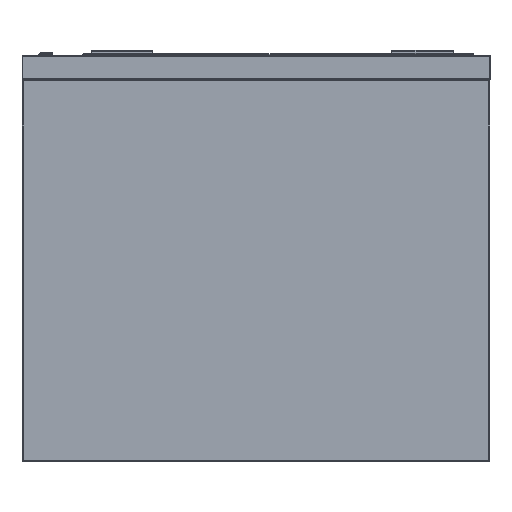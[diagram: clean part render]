
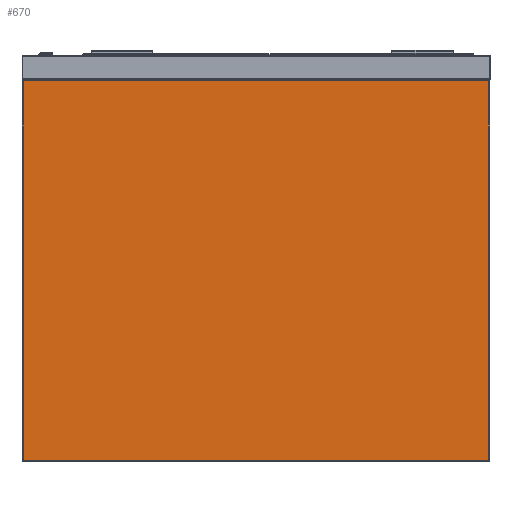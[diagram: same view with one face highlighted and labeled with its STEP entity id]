
A CAD part, left-side view. The second image highlights one B-rep face of the part: STEP entity #670.
In plain terms, the highlighted planar face has unit normal (-1, 0, 0).
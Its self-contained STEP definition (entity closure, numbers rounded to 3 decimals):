
#205 = CARTESIAN_POINT ( 'NONE',  ( -440., -378., -660. ) ) ;
#670 = ADVANCED_FACE ( 'Fl�che7', ( #28220 ), #25579, .T. ) ;
#1692 = EDGE_CURVE ( 'NONE', #17866, #33582, #19536, .T. ) ;
#3137 = CARTESIAN_POINT ( 'NONE',  ( -440., -380., -658. ) ) ;
#3595 = ORIENTED_EDGE ( 'NONE', *, *, #22518, .T. ) ;
#4463 = VERTEX_POINT ( 'NONE', #33982 ) ;
#5534 = DIRECTION ( 'NONE',  ( 0., 1., 0. ) ) ;
#5713 = CARTESIAN_POINT ( 'NONE',  ( -440., 380., -42. ) ) ;
#7110 = CARTESIAN_POINT ( 'NONE',  ( -440., -378., -658. ) ) ;
#7820 = DIRECTION ( 'NONE',  ( 0., 0., -1. ) ) ;
#7926 = ORIENTED_EDGE ( 'NONE', *, *, #28926, .T. ) ;
#8377 = LINE ( 'NONE', #21838, #36510 ) ;
#8597 = EDGE_CURVE ( 'NONE', #33582, #4463, #8377, .T. ) ;
#9688 = VECTOR ( 'NONE', #20251, 1000. ) ;
#10199 = ORIENTED_EDGE ( 'NONE', *, *, #8597, .T. ) ;
#10414 = VERTEX_POINT ( 'NONE', #7110 ) ;
#11648 = DIRECTION ( 'NONE',  ( 0., 0., 1. ) ) ;
#12193 = AXIS2_PLACEMENT_3D ( 'NONE', #28934, #31330, #28759 ) ;
#13019 = ORIENTED_EDGE ( 'NONE', *, *, #1692, .T. ) ;
#17866 = VERTEX_POINT ( 'NONE', #18227 ) ;
#18227 = CARTESIAN_POINT ( 'NONE',  ( -440., -378., -42. ) ) ;
#19536 = LINE ( 'NONE', #5713, #23977 ) ;
#19888 = LINE ( 'NONE', #3137, #9688 ) ;
#20251 = DIRECTION ( 'NONE',  ( 0., -1., 0. ) ) ;
#21838 = CARTESIAN_POINT ( 'NONE',  ( -440., 378., -660. ) ) ;
#22518 = EDGE_CURVE ( 'NONE', #10414, #17866, #25453, .T. ) ;
#23977 = VECTOR ( 'NONE', #5534, 1000. ) ;
#24152 = CARTESIAN_POINT ( 'NONE',  ( -440., 378., -42. ) ) ;
#25453 = LINE ( 'NONE', #205, #30763 ) ;
#25579 = PLANE ( 'NONE',  #12193 ) ;
#28220 = FACE_OUTER_BOUND ( 'NONE', #30501, .T. ) ;
#28759 = DIRECTION ( 'NONE',  ( 0., -1., 0. ) ) ;
#28926 = EDGE_CURVE ( 'NONE', #4463, #10414, #19888, .T. ) ;
#28934 = CARTESIAN_POINT ( 'NONE',  ( -440., -380., -660. ) ) ;
#30501 = EDGE_LOOP ( 'NONE', ( #3595, #13019, #10199, #7926 ) ) ;
#30763 = VECTOR ( 'NONE', #11648, 1000. ) ;
#31330 = DIRECTION ( 'NONE',  ( -1., 0., 0. ) ) ;
#33582 = VERTEX_POINT ( 'NONE', #24152 ) ;
#33982 = CARTESIAN_POINT ( 'NONE',  ( -440., 378., -658. ) ) ;
#36510 = VECTOR ( 'NONE', #7820, 1000. ) ;
